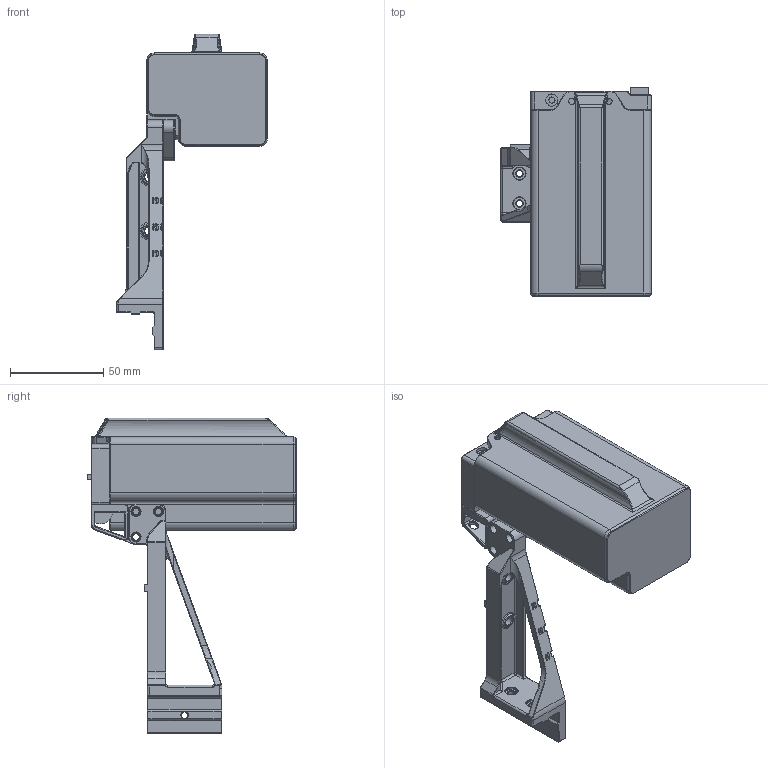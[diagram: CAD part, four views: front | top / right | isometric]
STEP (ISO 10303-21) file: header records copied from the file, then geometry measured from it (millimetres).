
FILE_DESCRIPTION(/* description */ (''),/* implementation_level */ '2;1');
FILE_NAME(/* name */ 'beacon_magnetic_wiper_v1.0.step',/* time_stamp */ '2024-08-01T21:04:09-05:00',/* author */ (''),/* organization */ (''),/* preprocessor_version */ 'ST-DEVELOPER v20',/* originating_system */ 'Autodesk Translation Framework v13.14.0.145',/* authorisation */ '');
FILE_SCHEMA (('AUTOMOTIVE_DESIGN { 1 0 10303 214 3 1 1 }'));
Products named in the file (9): Beacon Magnetic Wiper; Wiper Assembly; Probe and Wiper Arm^K3 Sherpa Mini Toolhead(Default); Nozzle Wiper Base^K3 Sherpa Mini Toolhead; Lower Base Magnet Holder; Purge Bucket V2^K3 Sherpa Mini Toolhead; Nozzle Wiper Arm^K3 Sherpa Mini Toolhead; Bracket New; 91290A113_Alloy Steel Socket Head Screw
Assembly tree (8 placements, depth 4):
  Beacon Magnetic Wiper
    Wiper Assembly
      Probe and Wiper Arm^K3 Sherpa Mini Toolhead(Default)
      Nozzle Wiper Base^K3 Sherpa Mini Toolhead
        Lower Base Magnet Holder
      Purge Bucket V2^K3 Sherpa Mini Toolhead
      Nozzle Wiper Arm^K3 Sherpa Mini Toolhead
    Bracket New
    91290A113_Alloy Steel Socket Head Screw
Bounding box: 80.6 x 112 x 169 mm (x, y, z)
Volume: 77310.3 mm3; surface area: 83099.4 mm2
Topology: 9 solids, 13 shells, 1543 faces, 3726 edges, 2149 vertices
Faces by surface type: plane 531, cylinder 453, bspline 268, cone 197, torus 80, sphere 14
Full cylindrical faces by diameter (mm): 1.8 x2, 2.35 x15, 2.5 x1, 2.7 x3, 2.8 x1, 3 x17, 3.2 x1, 3.3 x8, 3.4 x6, 3.6 x1, 4 x4, 4.6 x3, 4.8 x7, 5.5 x1, 5.9 x3, 6.1 x4, 6.5 x3, 7 x1, 11 x1
Entity records: 59602 total; most frequent: CARTESIAN_POINT 24990, ORIENTED_EDGE 7300, DIRECTION 7023, EDGE_CURVE 3650, AXIS2_PLACEMENT_3D 2571, VERTEX_POINT 2149, LINE 1881, VECTOR 1881
